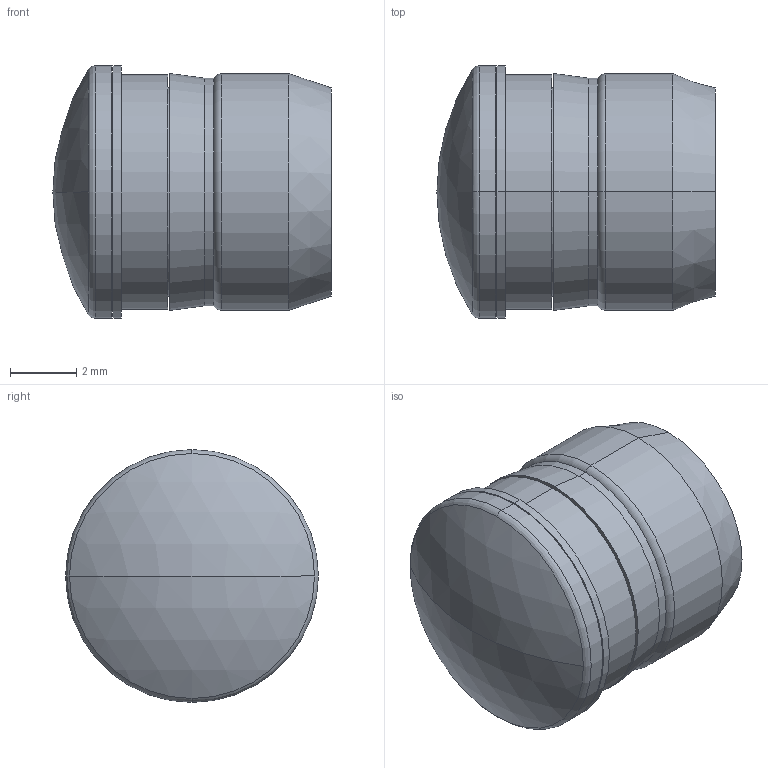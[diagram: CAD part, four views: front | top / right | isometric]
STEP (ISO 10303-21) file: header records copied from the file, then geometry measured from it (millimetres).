
FILE_DESCRIPTION (( 'STEP AP203' ), '1' );
FILE_NAME ('CMS 322 CTP.STEP', '2011-09-20T20:29:34', ( '' ), ( '' ), 'SwSTEP 2.0', 'SolidWorks 2011', '' );
FILE_SCHEMA (( 'CONFIG_CONTROL_DESIGN' ));
Length unit declared in the file: inch
Products named in the file (1): CMS 322 CTP
Bounding box: 8.38 x 7.62 x 7.62 mm (x, y, z)
Volume: 143.2 mm3; surface area: 492.3 mm2
Topology: 2 solids, 2 shells, 52 faces, 106 edges, 60 vertices
Faces by surface type: cone 24, cylinder 16, plane 6, torus 4, sphere 2
Entity records: 1429 total; most frequent: DIRECTION 274, CARTESIAN_POINT 217, ORIENTED_EDGE 208, AXIS2_PLACEMENT_3D 117, EDGE_CURVE 104, CIRCLE 64, VERTEX_POINT 60, EDGE_LOOP 58
